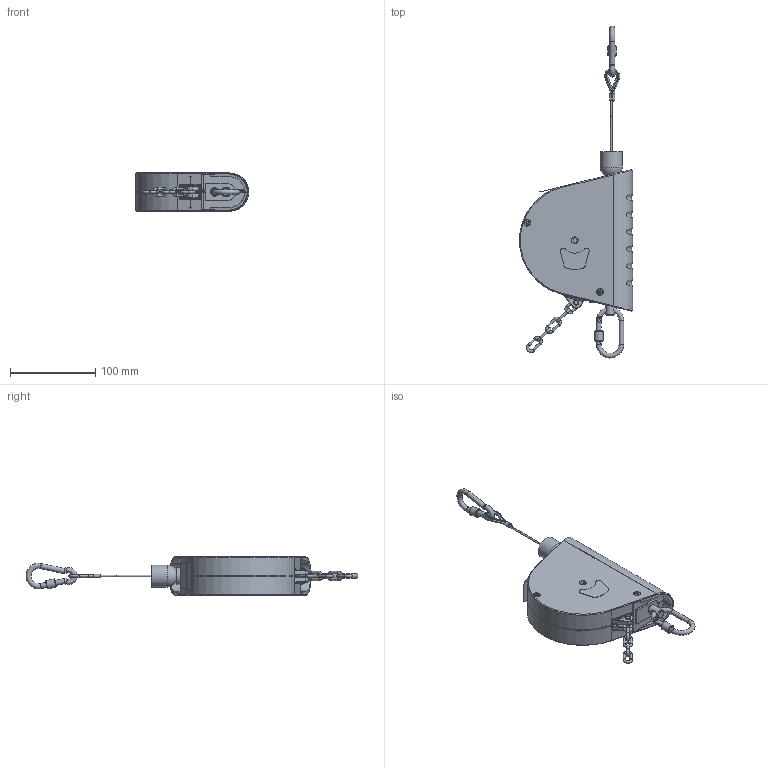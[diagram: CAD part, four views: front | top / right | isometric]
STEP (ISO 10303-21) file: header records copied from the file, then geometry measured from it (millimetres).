
FILE_DESCRIPTION(/* description */ (''),/* implementation_level */ '2;1');
FILE_NAME(/* name */ 'test11.stp',/* time_stamp */ '2015-01-19T09:50:30+01:00',/* author */ ('Sebastian.Mueller'),/* organization */ (''),/* preprocessor_version */ 'ST-DEVELOPER v15.2',/* originating_system */ 'Autodesk Inventor 2014',/* authorisation */ '');
FILE_SCHEMA (('CONFIG_CONTROL_DESIGN'));
Products named in the file (1): test11
Bounding box: 133.04 x 390.21 x 45.75 mm (x, y, z)
Volume: 215049.9 mm3; surface area: 169937.3 mm2
Topology: 11 solids, 19 shells, 1951 faces, 5216 edges, 3242 vertices
Faces by surface type: plane 837, cylinder 549, bspline 366, torus 118, cone 51, sphere 30
Full cylindrical faces by diameter (mm): 1.25 x1, 2 x6, 2.1 x3, 2.7 x1, 2.8 x4, 3 x11, 3.2 x1, 3.5 x4, 3.7 x4, 4 x15, 4.1 x4, 4.8 x2, 4.959 x1, 5 x1, 5.5 x3, 6 x5, 6.2 x1, 6.6 x1, 6.8 x2, 7 x2, 7.3 x4, 8 x1, 10 x2, 11 x1, 11.2 x1, 12 x1, 15 x1, 15.5 x1, 16 x1, 20 x1
Entity records: 77315 total; most frequent: CARTESIAN_POINT 29924, ORIENTED_EDGE 9934, DIRECTION 8490, EDGE_CURVE 4962, VERTEX_POINT 3187, AXIS2_PLACEMENT_3D 2969, LINE 2552, VECTOR 2552
